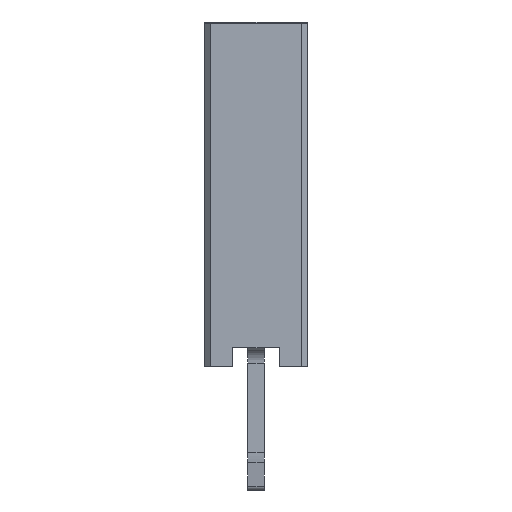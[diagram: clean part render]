
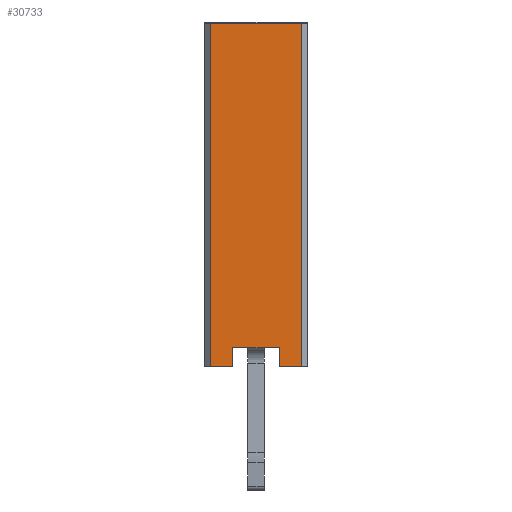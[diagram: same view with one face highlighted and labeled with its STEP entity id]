
A CAD part, left-side view. The second image highlights one B-rep face of the part: STEP entity #30733.
In plain terms, the highlighted planar face has unit normal (-1, 0, 0).
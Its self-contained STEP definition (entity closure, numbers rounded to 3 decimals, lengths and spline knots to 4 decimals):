
#2838=FACE_OUTER_BOUND('',#4552,.T.);
#4552=EDGE_LOOP('',(#24661,#24662,#24663,#24664,#24665,#24666,#24667,#24668));
#7166=LINE('',#55289,#10402);
#7271=LINE('',#55499,#10507);
#7272=LINE('',#55502,#10508);
#7304=LINE('',#55565,#10540);
#7335=LINE('',#55627,#10571);
#7568=LINE('',#56125,#10804);
#7570=LINE('',#56129,#10806);
#7571=LINE('',#56130,#10807);
#10402=VECTOR('',#37693,1.);
#10507=VECTOR('',#37838,1.);
#10508=VECTOR('',#37841,1.);
#10540=VECTOR('',#37875,1.);
#10571=VECTOR('',#37908,1.);
#10804=VECTOR('',#38397,1.);
#10806=VECTOR('',#38401,1.);
#10807=VECTOR('',#38402,1.);
#13473=VERTEX_POINT('',#55286);
#13474=VERTEX_POINT('',#55288);
#13559=VERTEX_POINT('',#55497);
#13560=VERTEX_POINT('',#55501);
#13590=VERTEX_POINT('',#55563);
#13620=VERTEX_POINT('',#55625);
#13757=VERTEX_POINT('',#56124);
#13758=VERTEX_POINT('',#56128);
#17090=EDGE_CURVE('',#13474,#13473,#7166,.T.);
#17195=EDGE_CURVE('',#13474,#13559,#7271,.T.);
#17196=EDGE_CURVE('',#13560,#13559,#7272,.T.);
#17228=EDGE_CURVE('',#13473,#13590,#7304,.T.);
#17259=EDGE_CURVE('',#13590,#13620,#7335,.T.);
#17508=EDGE_CURVE('',#13757,#13560,#7568,.T.);
#17510=EDGE_CURVE('',#13758,#13620,#7570,.T.);
#17511=EDGE_CURVE('',#13758,#13757,#7571,.T.);
#24661=ORIENTED_EDGE('',*,*,#17510,.F.);
#24662=ORIENTED_EDGE('',*,*,#17511,.T.);
#24663=ORIENTED_EDGE('',*,*,#17508,.T.);
#24664=ORIENTED_EDGE('',*,*,#17196,.T.);
#24665=ORIENTED_EDGE('',*,*,#17195,.F.);
#24666=ORIENTED_EDGE('',*,*,#17090,.T.);
#24667=ORIENTED_EDGE('',*,*,#17228,.T.);
#24668=ORIENTED_EDGE('',*,*,#17259,.T.);
#27737=PLANE('',#32608);
#30733=ADVANCED_FACE('',(#2838),#27737,.F.);
#32608=AXIS2_PLACEMENT_3D('',#56127,#38399,#38400);
#37693=DIRECTION('',(0.,-1.,0.));
#37838=DIRECTION('',(0.,0.,-1.));
#37841=DIRECTION('',(0.,-1.,0.));
#37875=DIRECTION('',(0.,0.,-1.));
#37908=DIRECTION('',(0.,-1.,0.));
#38397=DIRECTION('',(0.,0.,-1.));
#38399=DIRECTION('center_axis',(1.,0.,0.));
#38400=DIRECTION('ref_axis',(0.,0.,-1.));
#38401=DIRECTION('',(0.,0.,-1.));
#38402=DIRECTION('',(0.,1.,0.));
#55286=CARTESIAN_POINT('',(-13.97,-0.57,0.5));
#55288=CARTESIAN_POINT('',(-13.97,0.57,0.5));
#55289=CARTESIAN_POINT('',(-13.97,1.12,0.5));
#55497=CARTESIAN_POINT('',(-13.97,0.57,0.03));
#55499=CARTESIAN_POINT('',(-13.97,0.57,0.5));
#55501=CARTESIAN_POINT('',(-13.97,1.12,0.03));
#55502=CARTESIAN_POINT('',(-13.97,1.12,0.03));
#55563=CARTESIAN_POINT('',(-13.97,-0.57,0.03));
#55565=CARTESIAN_POINT('',(-13.97,-0.57,0.5));
#55625=CARTESIAN_POINT('',(-13.97,-1.12,0.03));
#55627=CARTESIAN_POINT('',(-13.97,-0.57,0.03));
#56124=CARTESIAN_POINT('',(-13.97,1.12,8.47));
#56125=CARTESIAN_POINT('',(-13.97,1.12,6.));
#56127=CARTESIAN_POINT('Origin',(-13.97,1.12,6.));
#56128=CARTESIAN_POINT('',(-13.97,-1.12,8.47));
#56129=CARTESIAN_POINT('',(-13.97,-1.12,6.));
#56130=CARTESIAN_POINT('',(-13.97,1.12,8.47));
